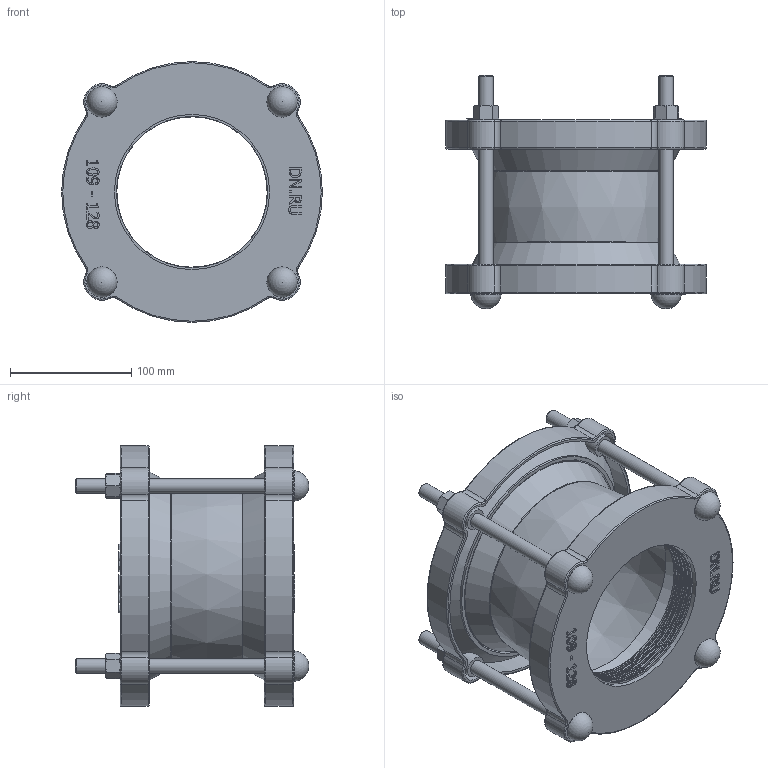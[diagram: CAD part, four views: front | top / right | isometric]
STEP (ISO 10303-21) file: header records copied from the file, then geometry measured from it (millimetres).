
FILE_DESCRIPTION(/* description */ (''),/* implementation_level */ '2;1');
FILE_NAME(/* name */ 'DN100_3D_STEP.stp',/* time_stamp */ '2024-04-22T23:33:52+03:00',/* author */ ('igorr'),/* organization */ (''),/* preprocessor_version */ 'ST-DEVELOPER v19.2',/* originating_system */ 'Autodesk Inventor 2023',/* authorisation */ '');
FILE_SCHEMA (('AUTOMOTIVE_DESIGN { 1 0 10303 214 3 1 1 }'));
Length unit declared in the file: millimetre
Products named in the file (6): Сборка; Основа; Деталь; Прокладка; ANSI B18.2.4.2M - M12x1,75; Винт
Assembly tree (13 placements, depth 2):
  Сборка
    Деталь  x2
    Прокладка  x2
    Основа
    ANSI B18.2.4.2M - M12x1,75  x4
    Винт  x4
Bounding box: 215 x 192.5 x 215 mm (x, y, z)
Volume: 1343376.4 mm3; surface area: 442918.4 mm2
Topology: 13 solids, 13 shells, 784 faces, 1940 edges, 1246 vertices
Faces by surface type: plane 268, bspline 174, cylinder 134, torus 116, cone 88, sphere 4
Full cylindrical faces by diameter (mm): 10.106 x4, 12 x16, 18 x8, 124 x10, 128 x10, 175 x4, 181 x2
Entity records: 12618 total; most frequent: CARTESIAN_POINT 3616, ORIENTED_EDGE 1850, DIRECTION 1605, EDGE_CURVE 925, AXIS2_PLACEMENT_3D 609, VERTEX_POINT 598, EDGE_LOOP 415, LINE 387
